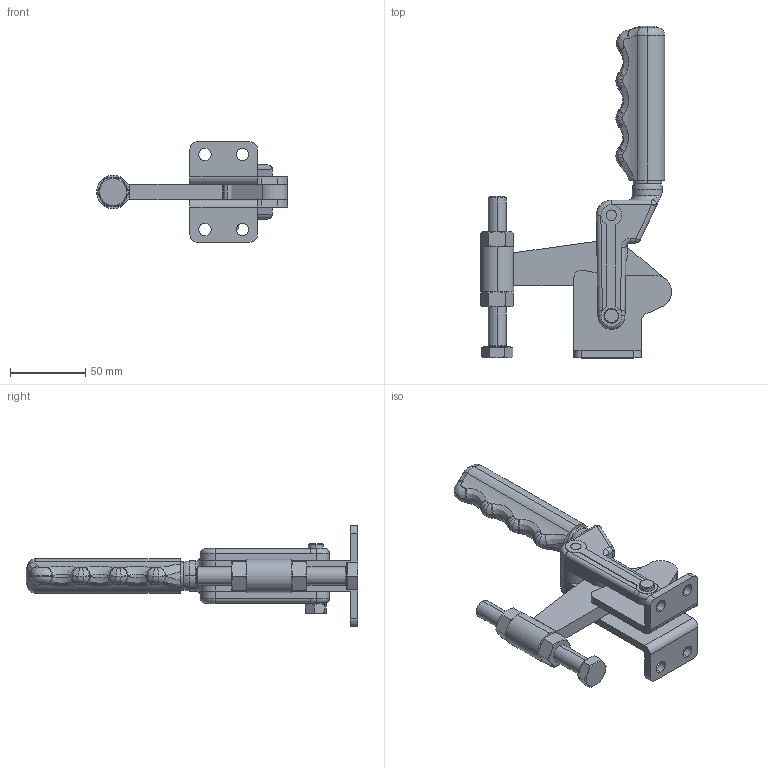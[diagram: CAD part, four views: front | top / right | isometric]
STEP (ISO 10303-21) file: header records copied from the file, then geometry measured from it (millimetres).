
FILE_DESCRIPTION (( 'STEP AP214' ), '1' );
FILE_NAME ('GH-70725(Â²¤Æ)-1.STEP', '2020-03-13T01:49:57', ( 'LinWei' ), ( '' ), 'SwSTEP 2.0', 'SolidWorks 2016', '' );
FILE_SCHEMA (( 'AUTOMOTIVE_DESIGN' ));
Length unit declared in the file: millimetre
Products named in the file (6): Group3^GH-70725(簡化)-1; Group2^GH-70725(簡化)-1; Group1^GH-70725(簡化)-1; Group5^GH-70725(簡化)-1; Group4^GH-70725(簡化)-1; GH-70725(簡化)-1
Assembly tree (5 placements, depth 2):
  GH-70725(簡化)-1
    Group4^GH-70725(簡化)-1
    Group5^GH-70725(簡化)-1
    Group1^GH-70725(簡化)-1
    Group2^GH-70725(簡化)-1
    Group3^GH-70725(簡化)-1
Bounding box: 127.2 x 221.01 x 67 mm (x, y, z)
Volume: 197660.8 mm3; surface area: 64949 mm2
Topology: 6 solids, 6 shells, 362 faces, 877 edges, 530 vertices
Faces by surface type: cylinder 128, plane 110, bspline 52, cone 48, torus 17, sphere 7
Entity records: 14353 total; most frequent: CARTESIAN_POINT 4465, ORIENTED_EDGE 1730, DIRECTION 1667, EDGE_CURVE 865, AXIS2_PLACEMENT_3D 680, VERTEX_POINT 528, EDGE_LOOP 403, FACE_OUTER_BOUND 362
